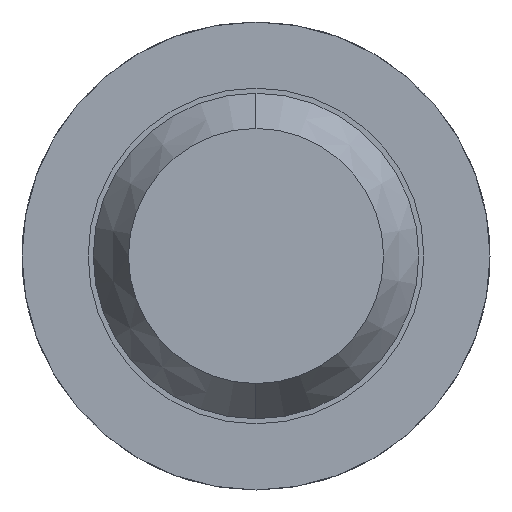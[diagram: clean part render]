
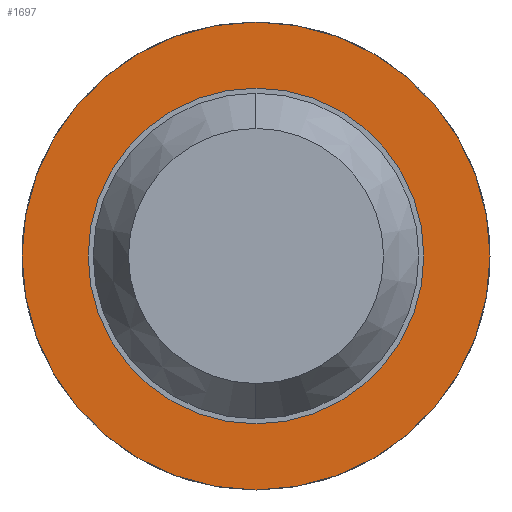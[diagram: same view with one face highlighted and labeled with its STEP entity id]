
A CAD part, front view. The second image highlights one B-rep face of the part: STEP entity #1697.
In plain terms, the highlighted planar face has unit normal (0, -1, 0).
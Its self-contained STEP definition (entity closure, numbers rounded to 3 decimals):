
#242 = DIRECTION ( 'NONE',  ( 0., 0., 1. ) ) ;
#339 = VERTEX_POINT ( 'NONE', #1567 ) ;
#530 = DIRECTION ( 'NONE',  ( 0., 1., 0. ) ) ;
#585 = CARTESIAN_POINT ( 'NONE',  ( 0., -1.7, 0. ) ) ;
#611 = FACE_OUTER_BOUND ( 'NONE', #1816, .T. ) ;
#686 = DIRECTION ( 'NONE',  ( 0., 1., 0. ) ) ;
#760 = EDGE_CURVE ( 'NONE', #2171, #3469, #2906, .T. ) ;
#801 = DIRECTION ( 'NONE',  ( 0., 0., 1. ) ) ;
#897 = DIRECTION ( 'NONE',  ( 0., 0., 1. ) ) ;
#909 = DIRECTION ( 'NONE',  ( 0., 1., 0. ) ) ;
#1047 = CIRCLE ( 'NONE', #3494, 1.15 ) ;
#1185 = VERTEX_POINT ( 'NONE', #3952 ) ;
#1416 = ORIENTED_EDGE ( 'NONE', *, *, #2164, .T. ) ;
#1466 = CIRCLE ( 'NONE', #2003, 0.825 ) ;
#1508 = DIRECTION ( 'NONE',  ( 0., 1., 0. ) ) ;
#1510 = ORIENTED_EDGE ( 'NONE', *, *, #3601, .T. ) ;
#1567 = CARTESIAN_POINT ( 'NONE',  ( 0., -1.7, -0.825 ) ) ;
#1587 = PLANE ( 'NONE',  #1884 ) ;
#1628 = EDGE_LOOP ( 'NONE', ( #1510, #1416 ) ) ;
#1697 = ADVANCED_FACE ( 'NONE', ( #611, #1761 ), #1587, .F. ) ;
#1761 = FACE_BOUND ( 'NONE', #1628, .T. ) ;
#1778 = CARTESIAN_POINT ( 'NONE',  ( 0., -1.7, 0. ) ) ;
#1790 = CARTESIAN_POINT ( 'NONE',  ( 0., -1.7, 0. ) ) ;
#1809 = AXIS2_PLACEMENT_3D ( 'NONE', #1778, #3071, #801 ) ;
#1816 = EDGE_LOOP ( 'NONE', ( #3958, #2211 ) ) ;
#1884 = AXIS2_PLACEMENT_3D ( 'NONE', #3849, #686, #897 ) ;
#2003 = AXIS2_PLACEMENT_3D ( 'NONE', #2433, #530, #242 ) ;
#2164 = EDGE_CURVE ( 'NONE', #339, #1185, #2960, .T. ) ;
#2171 = VERTEX_POINT ( 'NONE', #3341 ) ;
#2211 = ORIENTED_EDGE ( 'NONE', *, *, #3575, .F. ) ;
#2433 = CARTESIAN_POINT ( 'NONE',  ( 0., -1.7, 0. ) ) ;
#2574 = DIRECTION ( 'NONE',  ( 0., 0., 1. ) ) ;
#2633 = CARTESIAN_POINT ( 'NONE',  ( 0., -1.7, -1.15 ) ) ;
#2906 = CIRCLE ( 'NONE', #3242, 1.15 ) ;
#2960 = CIRCLE ( 'NONE', #1809, 0.825 ) ;
#3071 = DIRECTION ( 'NONE',  ( 0., 1., 0. ) ) ;
#3242 = AXIS2_PLACEMENT_3D ( 'NONE', #585, #909, #2574 ) ;
#3341 = CARTESIAN_POINT ( 'NONE',  ( 0., -1.7, 1.15 ) ) ;
#3469 = VERTEX_POINT ( 'NONE', #2633 ) ;
#3494 = AXIS2_PLACEMENT_3D ( 'NONE', #1790, #1508, #4069 ) ;
#3575 = EDGE_CURVE ( 'NONE', #3469, #2171, #1047, .T. ) ;
#3601 = EDGE_CURVE ( 'NONE', #1185, #339, #1466, .T. ) ;
#3849 = CARTESIAN_POINT ( 'NONE',  ( 0.825, -1.7, 0. ) ) ;
#3952 = CARTESIAN_POINT ( 'NONE',  ( 0., -1.7, 0.825 ) ) ;
#3958 = ORIENTED_EDGE ( 'NONE', *, *, #760, .F. ) ;
#4069 = DIRECTION ( 'NONE',  ( 0., 0., 1. ) ) ;
